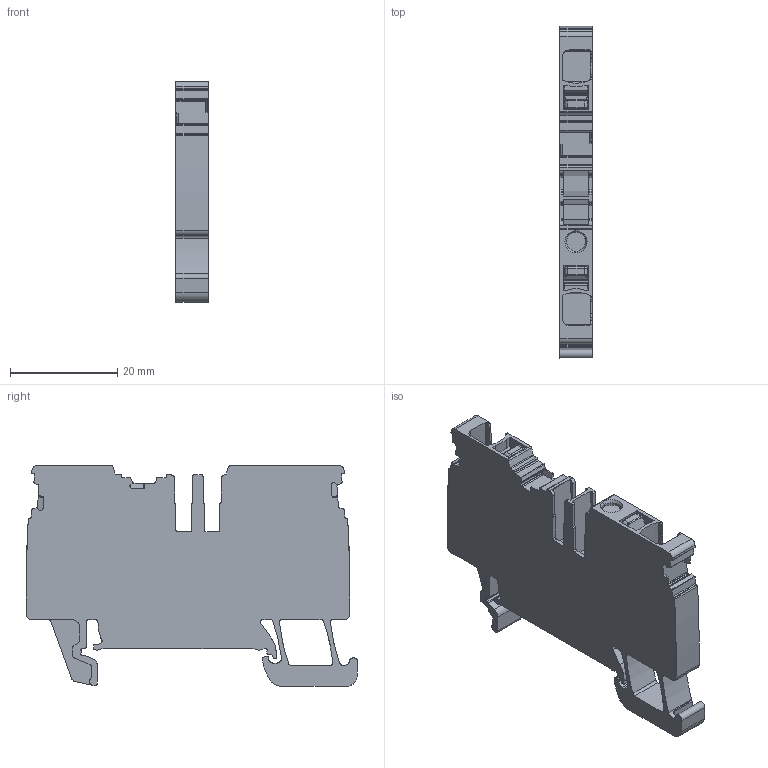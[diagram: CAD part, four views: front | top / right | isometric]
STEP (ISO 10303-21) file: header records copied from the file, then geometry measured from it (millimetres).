
FILE_DESCRIPTION(('CATIA V5 STEP Exchange','CAx-IF Rec.Pracs.--- Model Styling and Organization---1.5--- 2016-08-15','CAx-IF Rec.Pracs.---Supplemental Geometry---1.0---2011-11-01','CAx-IF Rec.Pracs.--- Composite Materials ---1.1---2010-07-15'),'2;1');
FILE_NAME ('2100966-1_0', '2024-11-06T08:14:28+00:00', ('none'), ('Weidmueller'), 'CATIA Version 5-6 Release 2022 SP4 HF5', 'CATIA V5 STEP AP214 v3', 'none');
FILE_SCHEMA(('AUTOMOTIVE_DESIGN { 1 0 10303 214 1 1 1 1 }'));
Length unit declared in the file: millimetre
Products named in the file (1): 3109440000
Bounding box: 6.1 x 61.8 x 41.1 mm (x, y, z)
Volume: 10526.3 mm3; surface area: 6459.3 mm2
Topology: 1 solids, 1 shells, 608 faces, 1725 edges, 1120 vertices
Faces by surface type: cylinder 246, plane 208, extrusion 119, bspline 16, torus 15, cone 2, sphere 2
Entity records: 20636 total; most frequent: CARTESIAN_POINT 5513, ORIENTED_EDGE 3446, DIRECTION 2446, EDGE_CURVE 1723, VECTOR 1163, VERTEX_POINT 1120, LINE 1044, AXIS2_PLACEMENT_3D 866
